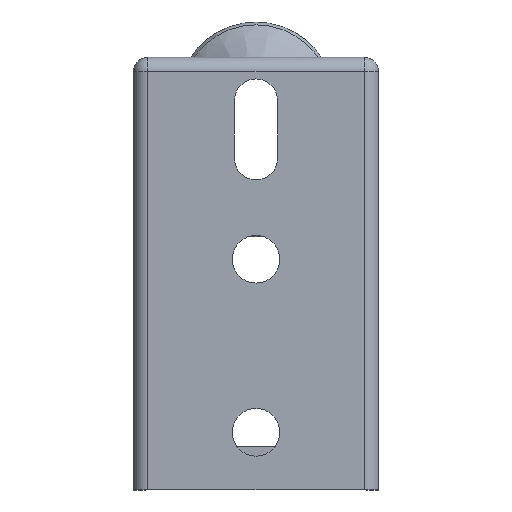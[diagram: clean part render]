
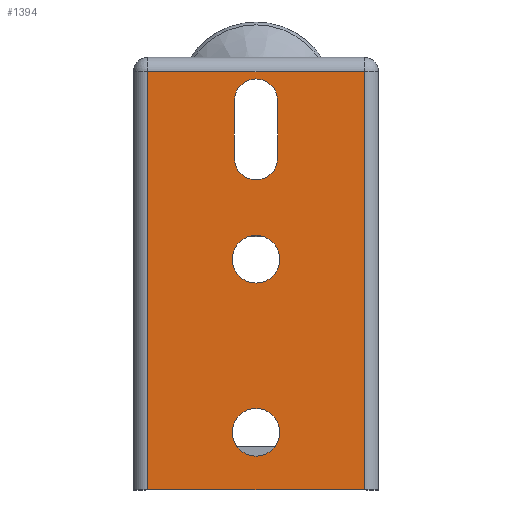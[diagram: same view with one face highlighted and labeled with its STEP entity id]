
A CAD part, front view. The second image highlights one B-rep face of the part: STEP entity #1394.
In plain terms, the highlighted planar face has unit normal (0, -1, 0).
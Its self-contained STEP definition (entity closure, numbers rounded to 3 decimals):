
#25=FACE_BOUND('',#487,.T.);
#26=FACE_BOUND('',#488,.T.);
#27=FACE_BOUND('',#489,.T.);
#69=PLANE('',#1544);
#110=LINE('',#2118,#225);
#152=LINE('',#2488,#267);
#155=LINE('',#2492,#270);
#157=LINE('',#2498,#272);
#167=LINE('',#2564,#282);
#168=LINE('',#2571,#283);
#225=VECTOR('',#1675,4.);
#267=VECTOR('',#1851,29.);
#270=VECTOR('',#1856,15.);
#272=VECTOR('',#1862,29.);
#282=VECTOR('',#1900,15.);
#283=VECTOR('',#1907,4.);
#403=FACE_OUTER_BOUND('',#486,.T.);
#486=EDGE_LOOP('',(#1177,#1178,#1179,#1180));
#487=EDGE_LOOP('',(#1181));
#488=EDGE_LOOP('',(#1182));
#489=EDGE_LOOP('',(#1183,#1184,#1185,#1186));
#547=CIRCLE('',#1459,1.5);
#595=CIRCLE('',#1545,1.65);
#596=CIRCLE('',#1546,1.65);
#597=CIRCLE('',#1547,1.5);
#629=VERTEX_POINT('',#2110);
#630=VERTEX_POINT('',#2112);
#631=VERTEX_POINT('',#2116);
#693=VERTEX_POINT('',#2471);
#695=VERTEX_POINT('',#2476);
#698=VERTEX_POINT('',#2486);
#699=VERTEX_POINT('',#2494);
#705=VERTEX_POINT('',#2565);
#706=VERTEX_POINT('',#2567);
#707=VERTEX_POINT('',#2569);
#764=EDGE_CURVE('',#630,#629,#547,.T.);
#767=EDGE_CURVE('',#629,#631,#110,.T.);
#861=EDGE_CURVE('',#698,#695,#152,.T.);
#864=EDGE_CURVE('',#695,#693,#155,.T.);
#867=EDGE_CURVE('',#693,#699,#157,.T.);
#884=EDGE_CURVE('',#698,#699,#167,.T.);
#885=EDGE_CURVE('',#705,#705,#595,.T.);
#886=EDGE_CURVE('',#706,#706,#596,.T.);
#887=EDGE_CURVE('',#631,#707,#597,.T.);
#888=EDGE_CURVE('',#707,#630,#168,.T.);
#1177=ORIENTED_EDGE('',*,*,#867,.F.);
#1178=ORIENTED_EDGE('',*,*,#864,.F.);
#1179=ORIENTED_EDGE('',*,*,#861,.F.);
#1180=ORIENTED_EDGE('',*,*,#884,.T.);
#1181=ORIENTED_EDGE('',*,*,#885,.T.);
#1182=ORIENTED_EDGE('',*,*,#886,.T.);
#1183=ORIENTED_EDGE('',*,*,#887,.T.);
#1184=ORIENTED_EDGE('',*,*,#888,.T.);
#1185=ORIENTED_EDGE('',*,*,#764,.T.);
#1186=ORIENTED_EDGE('',*,*,#767,.T.);
#1394=ADVANCED_FACE('',(#403,#25,#26,#27),#69,.T.);
#1459=AXIS2_PLACEMENT_3D('',#2113,#1669,#1670);
#1544=AXIS2_PLACEMENT_3D('',#2563,#1898,#1899);
#1545=AXIS2_PLACEMENT_3D('',#2566,#1901,#1902);
#1546=AXIS2_PLACEMENT_3D('',#2568,#1903,#1904);
#1547=AXIS2_PLACEMENT_3D('',#2570,#1905,#1906);
#1669=DIRECTION('center_axis',(0.,1.,0.));
#1670=DIRECTION('ref_axis',(1.,0.,0.));
#1675=DIRECTION('',(0.,0.,-1.));
#1851=DIRECTION('',(0.,0.,1.));
#1856=DIRECTION('',(1.,0.,0.));
#1862=DIRECTION('',(0.,0.,-1.));
#1898=DIRECTION('center_axis',(0.,-1.,0.));
#1899=DIRECTION('ref_axis',(0.,0.,-1.));
#1900=DIRECTION('',(1.,0.,0.));
#1901=DIRECTION('center_axis',(0.,1.,0.));
#1902=DIRECTION('ref_axis',(-1.,0.,0.));
#1903=DIRECTION('center_axis',(0.,1.,0.));
#1904=DIRECTION('ref_axis',(-1.,0.,0.));
#1905=DIRECTION('center_axis',(0.,1.,0.));
#1906=DIRECTION('ref_axis',(-1.,0.,0.));
#1907=DIRECTION('',(0.,0.,1.));
#2110=CARTESIAN_POINT('',(10.,0.,27.));
#2112=CARTESIAN_POINT('',(7.,0.,27.));
#2113=CARTESIAN_POINT('Origin',(8.5,0.,27.));
#2116=CARTESIAN_POINT('',(10.,0.,23.));
#2118=CARTESIAN_POINT('',(10.,0.,28.5));
#2471=CARTESIAN_POINT('',(16.,0.,29.));
#2476=CARTESIAN_POINT('',(1.,0.,29.));
#2486=CARTESIAN_POINT('',(1.,0.,0.));
#2488=CARTESIAN_POINT('',(1.,0.,20.293));
#2492=CARTESIAN_POINT('',(0.,0.,29.));
#2494=CARTESIAN_POINT('',(16.,0.,0.));
#2498=CARTESIAN_POINT('',(16.,0.,20.293));
#2563=CARTESIAN_POINT('Origin',(0.,0.,30.));
#2564=CARTESIAN_POINT('',(0.,0.,0.));
#2565=CARTESIAN_POINT('',(10.15,0.,16.));
#2566=CARTESIAN_POINT('Origin',(8.5,0.,16.));
#2567=CARTESIAN_POINT('',(10.15,0.,4.));
#2568=CARTESIAN_POINT('Origin',(8.5,0.,4.));
#2569=CARTESIAN_POINT('',(7.,0.,23.));
#2570=CARTESIAN_POINT('Origin',(8.5,0.,23.));
#2571=CARTESIAN_POINT('',(7.,0.,26.5));
